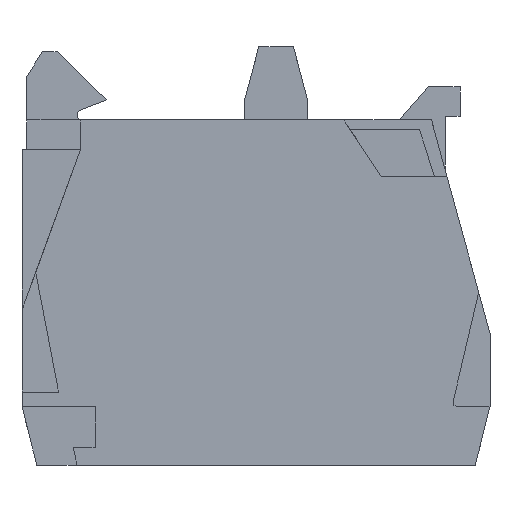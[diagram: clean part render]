
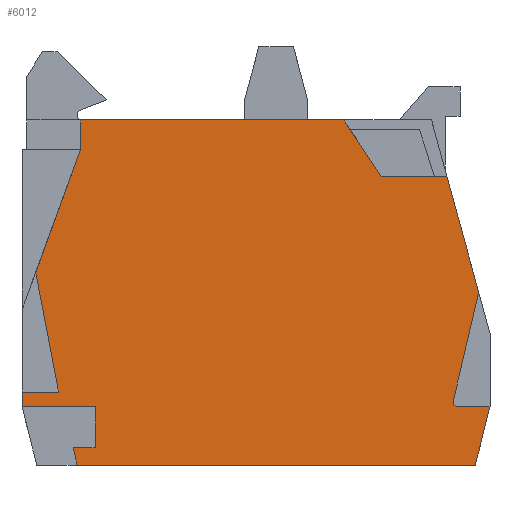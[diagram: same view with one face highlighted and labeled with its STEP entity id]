
A CAD part, left-side view. The second image highlights one B-rep face of the part: STEP entity #6012.
In plain terms, the highlighted planar face has unit normal (-1, 0, 0).
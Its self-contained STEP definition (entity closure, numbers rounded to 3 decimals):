
#31 = CARTESIAN_POINT ( 'NONE',  ( -4.915, 16., 23.6 ) ) ;
#133 = CARTESIAN_POINT ( 'NONE',  ( -4.915, -12., 23.6 ) ) ;
#161 = LINE ( 'NONE', #6464, #3852 ) ;
#311 = DIRECTION ( 'NONE',  ( 0., 0.9, 0.435 ) ) ;
#358 = DIRECTION ( 'NONE',  ( 0., -0.342, 0.94 ) ) ;
#364 = VERTEX_POINT ( 'NONE', #1188 ) ;
#688 = VERTEX_POINT ( 'NONE', #9622 ) ;
#699 = CARTESIAN_POINT ( 'NONE',  ( -4.915, 16., 4. ) ) ;
#885 = VECTOR ( 'NONE', #2496, 1000. ) ;
#903 = DIRECTION ( 'NONE',  ( 0., 0.215, 0.977 ) ) ;
#916 = DIRECTION ( 'NONE',  ( 0., -0.264, -0.964 ) ) ;
#951 = DIRECTION ( 'NONE',  ( 0., -0.228, 0.974 ) ) ;
#1072 = CARTESIAN_POINT ( 'NONE',  ( -4.915, 16., 0. ) ) ;
#1104 = DIRECTION ( 'NONE',  ( 0., -0.552, -0.834 ) ) ;
#1187 = CARTESIAN_POINT ( 'NONE',  ( -4.915, -16., 4. ) ) ;
#1188 = CARTESIAN_POINT ( 'NONE',  ( -4.915, -13.472, 4.307 ) ) ;
#1202 = ORIENTED_EDGE ( 'NONE', *, *, #5456, .F. ) ;
#1250 = VECTOR ( 'NONE', #951, 1000. ) ;
#1309 = CARTESIAN_POINT ( 'NONE',  ( -4.915, 12., 21.6 ) ) ;
#1312 = CARTESIAN_POINT ( 'NONE',  ( -4.915, 12.5, 1.2 ) ) ;
#1488 = EDGE_LOOP ( 'NONE', ( #3665, #10583, #5288, #7545, #2589, #9384, #9714, #6084, #7540, #1202, #4836, #1880, #7152, #8755, #6611, #6765, #6544, #3029, #4313 ) ) ;
#1575 = EDGE_CURVE ( 'NONE', #9259, #9683, #9610, .T. ) ;
#1661 = DIRECTION ( 'NONE',  ( 0., 0.219, 0.976 ) ) ;
#1721 = VECTOR ( 'NONE', #1661, 1000. ) ;
#1727 = CARTESIAN_POINT ( 'NONE',  ( -4.915, -14.986, 0. ) ) ;
#1787 = LINE ( 'NONE', #1072, #4824 ) ;
#1846 = CARTESIAN_POINT ( 'NONE',  ( -4.915, 12.5, 1.2 ) ) ;
#1880 = ORIENTED_EDGE ( 'NONE', *, *, #6649, .F. ) ;
#1917 = VERTEX_POINT ( 'NONE', #1312 ) ;
#1951 = VECTOR ( 'NONE', #8845, 1000. ) ;
#1959 = CARTESIAN_POINT ( 'NONE',  ( -4.915, -8.557, 19.742 ) ) ;
#1982 = DIRECTION ( 'NONE',  ( 0., 0., -1. ) ) ;
#2070 = DIRECTION ( 'NONE',  ( 0., 0.246, -0.969 ) ) ;
#2164 = VECTOR ( 'NONE', #2070, 1000. ) ;
#2496 = DIRECTION ( 'NONE',  ( 0., 0.187, 0.982 ) ) ;
#2551 = PLANE ( 'NONE',  #7795 ) ;
#2589 = ORIENTED_EDGE ( 'NONE', *, *, #3237, .F. ) ;
#2645 = EDGE_CURVE ( 'NONE', #10113, #9586, #3873, .T. ) ;
#2844 = LINE ( 'NONE', #3879, #5619 ) ;
#2961 = EDGE_CURVE ( 'NONE', #9377, #10735, #5033, .T. ) ;
#2993 = VECTOR ( 'NONE', #1982, 1000. ) ;
#3029 = ORIENTED_EDGE ( 'NONE', *, *, #5892, .T. ) ;
#3052 = VERTEX_POINT ( 'NONE', #6304 ) ;
#3237 = EDGE_CURVE ( 'NONE', #10735, #10113, #8067, .T. ) ;
#3269 = LINE ( 'NONE', #3702, #2993 ) ;
#3334 = EDGE_CURVE ( 'NONE', #688, #1917, #9261, .T. ) ;
#3373 = CARTESIAN_POINT ( 'NONE',  ( -4.915, 16., 23.6 ) ) ;
#3480 = LINE ( 'NONE', #133, #8500 ) ;
#3526 = VECTOR ( 'NONE', #10220, 1000. ) ;
#3614 = DIRECTION ( 'NONE',  ( 0., -1., 0. ) ) ;
#3665 = ORIENTED_EDGE ( 'NONE', *, *, #8283, .F. ) ;
#3702 = CARTESIAN_POINT ( 'NONE',  ( -4.915, 16., 23.6 ) ) ;
#3779 = VERTEX_POINT ( 'NONE', #1727 ) ;
#3814 = CARTESIAN_POINT ( 'NONE',  ( -4.915, -6., 23.6 ) ) ;
#3835 = CARTESIAN_POINT ( 'NONE',  ( -4.915, 12., 23.6 ) ) ;
#3852 = VECTOR ( 'NONE', #4101, 1000. ) ;
#3873 = LINE ( 'NONE', #3373, #6394 ) ;
#3879 = CARTESIAN_POINT ( 'NONE',  ( -4.915, -16., 4. ) ) ;
#3967 = LINE ( 'NONE', #10044, #1721 ) ;
#4063 = VERTEX_POINT ( 'NONE', #699 ) ;
#4101 = DIRECTION ( 'NONE',  ( 0., 1., 0. ) ) ;
#4172 = LINE ( 'NONE', #1959, #8386 ) ;
#4238 = DIRECTION ( 'NONE',  ( 1., 0., 0. ) ) ;
#4301 = CARTESIAN_POINT ( 'NONE',  ( -4.915, -13.472, 4.307 ) ) ;
#4304 = CARTESIAN_POINT ( 'NONE',  ( -4.915, 16., 5. ) ) ;
#4313 = ORIENTED_EDGE ( 'NONE', *, *, #8276, .T. ) ;
#4318 = CARTESIAN_POINT ( 'NONE',  ( -4.915, -13.057, 19.742 ) ) ;
#4322 = LINE ( 'NONE', #4304, #3526 ) ;
#4489 = CARTESIAN_POINT ( 'NONE',  ( -4.915, -13.057, 19.742 ) ) ;
#4766 = VECTOR ( 'NONE', #6650, 1000. ) ;
#4777 = VECTOR ( 'NONE', #358, 1000. ) ;
#4824 = VECTOR ( 'NONE', #3614, 1000. ) ;
#4836 = ORIENTED_EDGE ( 'NONE', *, *, #1575, .F. ) ;
#4945 = CARTESIAN_POINT ( 'NONE',  ( -4.915, 16., 5. ) ) ;
#5019 = VERTEX_POINT ( 'NONE', #8559 ) ;
#5033 = LINE ( 'NONE', #5387, #4777 ) ;
#5098 = VECTOR ( 'NONE', #8800, 1000. ) ;
#5165 = EDGE_CURVE ( 'NONE', #6131, #3779, #7426, .T. ) ;
#5288 = ORIENTED_EDGE ( 'NONE', *, *, #7744, .F. ) ;
#5382 = CARTESIAN_POINT ( 'NONE',  ( -4.915, -15.227, 11.82 ) ) ;
#5387 = CARTESIAN_POINT ( 'NONE',  ( -4.915, 16., 10.6 ) ) ;
#5456 = EDGE_CURVE ( 'NONE', #9683, #4063, #161, .T. ) ;
#5565 = CARTESIAN_POINT ( 'NONE',  ( -4.915, -8.557, 19.742 ) ) ;
#5613 = CARTESIAN_POINT ( 'NONE',  ( -4.915, 11., 4. ) ) ;
#5619 = VECTOR ( 'NONE', #10559, 1000. ) ;
#5780 = VERTEX_POINT ( 'NONE', #5565 ) ;
#5892 = EDGE_CURVE ( 'NONE', #3052, #364, #3967, .T. ) ;
#6012 = ADVANCED_FACE ( 'NONE', ( #6863 ), #2551, .F. ) ;
#6084 = ORIENTED_EDGE ( 'NONE', *, *, #9047, .F. ) ;
#6131 = VERTEX_POINT ( 'NONE', #1187 ) ;
#6304 = CARTESIAN_POINT ( 'NONE',  ( -4.915, -13.519, 4.095 ) ) ;
#6394 = VECTOR ( 'NONE', #8384, 1000. ) ;
#6427 = LINE ( 'NONE', #7852, #6954 ) ;
#6464 = CARTESIAN_POINT ( 'NONE',  ( -4.915, 16., 4. ) ) ;
#6510 = VERTEX_POINT ( 'NONE', #4489 ) ;
#6544 = ORIENTED_EDGE ( 'NONE', *, *, #7252, .T. ) ;
#6569 = LINE ( 'NONE', #7980, #1951 ) ;
#6611 = ORIENTED_EDGE ( 'NONE', *, *, #5165, .F. ) ;
#6649 = EDGE_CURVE ( 'NONE', #1917, #9259, #6569, .T. ) ;
#6650 = DIRECTION ( 'NONE',  ( 0., 0., 1. ) ) ;
#6685 = LINE ( 'NONE', #4318, #10623 ) ;
#6733 = CARTESIAN_POINT ( 'NONE',  ( -4.915, 13.5, 5. ) ) ;
#6765 = ORIENTED_EDGE ( 'NONE', *, *, #7282, .T. ) ;
#6863 = FACE_OUTER_BOUND ( 'NONE', #1488, .T. ) ;
#6912 = EDGE_CURVE ( 'NONE', #5019, #9377, #9878, .T. ) ;
#6954 = VECTOR ( 'NONE', #311, 1000. ) ;
#6998 = CARTESIAN_POINT ( 'NONE',  ( -4.915, 11., 4. ) ) ;
#7129 = VERTEX_POINT ( 'NONE', #5382 ) ;
#7152 = ORIENTED_EDGE ( 'NONE', *, *, #3334, .F. ) ;
#7252 = EDGE_CURVE ( 'NONE', #10885, #3052, #6427, .T. ) ;
#7282 = EDGE_CURVE ( 'NONE', #6131, #10885, #2844, .T. ) ;
#7426 = LINE ( 'NONE', #8736, #2164 ) ;
#7540 = ORIENTED_EDGE ( 'NONE', *, *, #9125, .T. ) ;
#7545 = ORIENTED_EDGE ( 'NONE', *, *, #2645, .F. ) ;
#7697 = EDGE_CURVE ( 'NONE', #5780, #6510, #6685, .T. ) ;
#7744 = EDGE_CURVE ( 'NONE', #9586, #5780, #4172, .T. ) ;
#7779 = EDGE_CURVE ( 'NONE', #688, #3779, #1787, .T. ) ;
#7795 = AXIS2_PLACEMENT_3D ( 'NONE', #31, #4238, #10276 ) ;
#7852 = CARTESIAN_POINT ( 'NONE',  ( -4.915, -13.715, 4. ) ) ;
#7980 = CARTESIAN_POINT ( 'NONE',  ( -4.915, 11., 1.2 ) ) ;
#8067 = LINE ( 'NONE', #9165, #4766 ) ;
#8276 = EDGE_CURVE ( 'NONE', #364, #7129, #9167, .T. ) ;
#8283 = EDGE_CURVE ( 'NONE', #6510, #7129, #3480, .T. ) ;
#8384 = DIRECTION ( 'NONE',  ( 0., -1., 0. ) ) ;
#8386 = VECTOR ( 'NONE', #1104, 1000. ) ;
#8500 = VECTOR ( 'NONE', #916, 1000. ) ;
#8559 = CARTESIAN_POINT ( 'NONE',  ( -4.915, 13.5, 5. ) ) ;
#8736 = CARTESIAN_POINT ( 'NONE',  ( -4.915, -16., 4. ) ) ;
#8755 = ORIENTED_EDGE ( 'NONE', *, *, #7779, .T. ) ;
#8800 = DIRECTION ( 'NONE',  ( 0., 0., 1. ) ) ;
#8845 = DIRECTION ( 'NONE',  ( 0., -1., 0. ) ) ;
#8940 = CARTESIAN_POINT ( 'NONE',  ( -4.915, -13.715, 4. ) ) ;
#9047 = EDGE_CURVE ( 'NONE', #9713, #5019, #4322, .T. ) ;
#9125 = EDGE_CURVE ( 'NONE', #9713, #4063, #3269, .T. ) ;
#9165 = CARTESIAN_POINT ( 'NONE',  ( -4.915, 12., 23.6 ) ) ;
#9167 = LINE ( 'NONE', #4301, #1250 ) ;
#9259 = VERTEX_POINT ( 'NONE', #9770 ) ;
#9261 = LINE ( 'NONE', #1846, #10331 ) ;
#9377 = VERTEX_POINT ( 'NONE', #10171 ) ;
#9384 = ORIENTED_EDGE ( 'NONE', *, *, #2961, .F. ) ;
#9586 = VERTEX_POINT ( 'NONE', #3814 ) ;
#9610 = LINE ( 'NONE', #6998, #5098 ) ;
#9622 = CARTESIAN_POINT ( 'NONE',  ( -4.915, 12.236, 0. ) ) ;
#9683 = VERTEX_POINT ( 'NONE', #5613 ) ;
#9713 = VERTEX_POINT ( 'NONE', #4945 ) ;
#9714 = ORIENTED_EDGE ( 'NONE', *, *, #6912, .F. ) ;
#9770 = CARTESIAN_POINT ( 'NONE',  ( -4.915, 11., 1.2 ) ) ;
#9878 = LINE ( 'NONE', #6733, #885 ) ;
#10044 = CARTESIAN_POINT ( 'NONE',  ( -4.915, -13.519, 4.095 ) ) ;
#10080 = DIRECTION ( 'NONE',  ( 0., -1., 0. ) ) ;
#10113 = VERTEX_POINT ( 'NONE', #3835 ) ;
#10171 = CARTESIAN_POINT ( 'NONE',  ( -4.915, 15.061, 13.182 ) ) ;
#10220 = DIRECTION ( 'NONE',  ( 0., -1., 0. ) ) ;
#10276 = DIRECTION ( 'NONE',  ( 0., 1., 0. ) ) ;
#10331 = VECTOR ( 'NONE', #903, 1000. ) ;
#10559 = DIRECTION ( 'NONE',  ( 0., 1., 0. ) ) ;
#10583 = ORIENTED_EDGE ( 'NONE', *, *, #7697, .F. ) ;
#10623 = VECTOR ( 'NONE', #10080, 1000. ) ;
#10735 = VERTEX_POINT ( 'NONE', #1309 ) ;
#10885 = VERTEX_POINT ( 'NONE', #8940 ) ;
